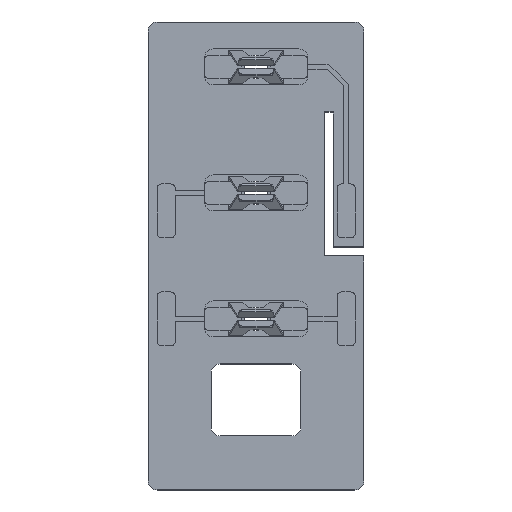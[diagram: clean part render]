
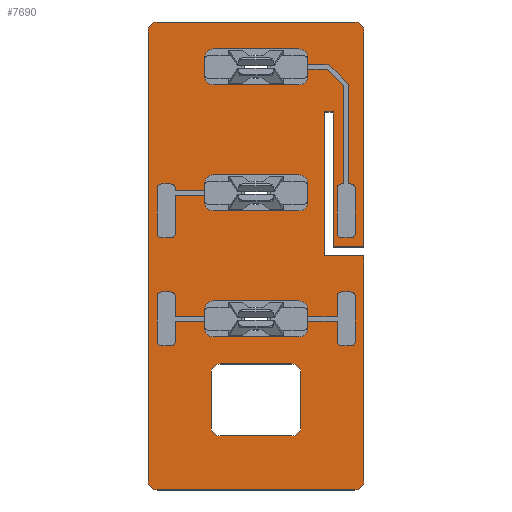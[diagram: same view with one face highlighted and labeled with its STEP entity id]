
A CAD part, top view. The second image highlights one B-rep face of the part: STEP entity #7690.
In plain terms, the highlighted planar face has unit normal (0, 0, 1).
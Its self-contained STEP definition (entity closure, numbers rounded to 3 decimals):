
#21=FACE_BOUND('',#959,.T.);
#22=FACE_BOUND('',#960,.T.);
#23=FACE_BOUND('',#961,.T.);
#24=FACE_BOUND('',#962,.T.);
#107=CIRCLE('',#8155,0.5);
#121=CIRCLE('',#8173,0.5);
#122=CIRCLE('',#8174,0.5);
#123=CIRCLE('',#8175,0.5);
#124=CIRCLE('',#8176,0.65);
#125=CIRCLE('',#8177,0.65);
#126=CIRCLE('',#8178,0.65);
#127=CIRCLE('',#8179,0.65);
#128=CIRCLE('',#8180,0.5);
#129=CIRCLE('',#8181,0.5);
#130=CIRCLE('',#8182,0.5);
#131=CIRCLE('',#8183,0.5);
#132=CIRCLE('',#8184,0.65);
#133=CIRCLE('',#8185,0.65);
#177=PLANE('',#8172);
#559=FACE_OUTER_BOUND('',#958,.T.);
#958=EDGE_LOOP('',(#5718,#5719,#5720,#5721,#5722,#5723,#5724,#5725,#5726,
#5727,#5728,#5729,#5730,#5731));
#959=EDGE_LOOP('',(#5732,#5733));
#960=EDGE_LOOP('',(#5734,#5735));
#961=EDGE_LOOP('',(#5736,#5737,#5738,#5739,#5740,#5741,#5742,#5743));
#962=EDGE_LOOP('',(#5744,#5745));
#1419=LINE('',#11709,#2464);
#1422=LINE('',#11715,#2467);
#1435=LINE('',#11770,#2480);
#1436=LINE('',#11772,#2481);
#1437=LINE('',#11774,#2482);
#1438=LINE('',#11776,#2483);
#1439=LINE('',#11778,#2484);
#1440=LINE('',#11780,#2485);
#1441=LINE('',#11782,#2486);
#1442=LINE('',#11786,#2487);
#1443=LINE('',#11800,#2488);
#1444=LINE('',#11804,#2489);
#1445=LINE('',#11808,#2490);
#1446=LINE('',#11811,#2491);
#2464=VECTOR('',#8807,1.);
#2467=VECTOR('',#8812,1.);
#2480=VECTOR('',#8857,1.);
#2481=VECTOR('',#8858,1.);
#2482=VECTOR('',#8859,1.);
#2483=VECTOR('',#8860,1.);
#2484=VECTOR('',#8861,1.);
#2485=VECTOR('',#8862,1.);
#2486=VECTOR('',#8863,1.);
#2487=VECTOR('',#8866,1.);
#2488=VECTOR('',#8879,1.);
#2489=VECTOR('',#8882,1.);
#2490=VECTOR('',#8885,1.);
#2491=VECTOR('',#8888,1.);
#3534=VERTEX_POINT('',#11697);
#3536=VERTEX_POINT('',#11701);
#3538=VERTEX_POINT('',#11706);
#3540=VERTEX_POINT('',#11713);
#3565=VERTEX_POINT('',#11767);
#3566=VERTEX_POINT('',#11769);
#3567=VERTEX_POINT('',#11771);
#3568=VERTEX_POINT('',#11773);
#3569=VERTEX_POINT('',#11775);
#3570=VERTEX_POINT('',#11777);
#3571=VERTEX_POINT('',#11779);
#3572=VERTEX_POINT('',#11781);
#3573=VERTEX_POINT('',#11783);
#3574=VERTEX_POINT('',#11785);
#3575=VERTEX_POINT('',#11788);
#3576=VERTEX_POINT('',#11789);
#3577=VERTEX_POINT('',#11792);
#3578=VERTEX_POINT('',#11793);
#3579=VERTEX_POINT('',#11796);
#3580=VERTEX_POINT('',#11797);
#3581=VERTEX_POINT('',#11799);
#3582=VERTEX_POINT('',#11801);
#3583=VERTEX_POINT('',#11803);
#3584=VERTEX_POINT('',#11805);
#3585=VERTEX_POINT('',#11807);
#3586=VERTEX_POINT('',#11809);
#3587=VERTEX_POINT('',#11812);
#3588=VERTEX_POINT('',#11813);
#4358=EDGE_CURVE('',#3534,#3536,#107,.T.);
#4361=EDGE_CURVE('',#3538,#3534,#1419,.T.);
#4364=EDGE_CURVE('',#3536,#3540,#1422,.T.);
#4390=EDGE_CURVE('',#3540,#3565,#121,.T.);
#4391=EDGE_CURVE('',#3565,#3566,#1435,.T.);
#4392=EDGE_CURVE('',#3566,#3567,#1436,.T.);
#4393=EDGE_CURVE('',#3567,#3568,#1437,.T.);
#4394=EDGE_CURVE('',#3568,#3569,#1438,.T.);
#4395=EDGE_CURVE('',#3569,#3570,#1439,.T.);
#4396=EDGE_CURVE('',#3570,#3571,#1440,.T.);
#4397=EDGE_CURVE('',#3571,#3572,#1441,.T.);
#4398=EDGE_CURVE('',#3572,#3573,#122,.T.);
#4399=EDGE_CURVE('',#3573,#3574,#1442,.T.);
#4400=EDGE_CURVE('',#3574,#3538,#123,.T.);
#4401=EDGE_CURVE('',#3575,#3576,#124,.T.);
#4402=EDGE_CURVE('',#3576,#3575,#125,.T.);
#4403=EDGE_CURVE('',#3577,#3578,#126,.T.);
#4404=EDGE_CURVE('',#3578,#3577,#127,.T.);
#4405=EDGE_CURVE('',#3579,#3580,#128,.T.);
#4406=EDGE_CURVE('',#3579,#3581,#1443,.T.);
#4407=EDGE_CURVE('',#3582,#3581,#129,.T.);
#4408=EDGE_CURVE('',#3582,#3583,#1444,.T.);
#4409=EDGE_CURVE('',#3584,#3583,#130,.T.);
#4410=EDGE_CURVE('',#3584,#3585,#1445,.T.);
#4411=EDGE_CURVE('',#3586,#3585,#131,.T.);
#4412=EDGE_CURVE('',#3586,#3580,#1446,.T.);
#4413=EDGE_CURVE('',#3587,#3588,#132,.T.);
#4414=EDGE_CURVE('',#3588,#3587,#133,.T.);
#5718=ORIENTED_EDGE('',*,*,#4358,.T.);
#5719=ORIENTED_EDGE('',*,*,#4364,.T.);
#5720=ORIENTED_EDGE('',*,*,#4390,.T.);
#5721=ORIENTED_EDGE('',*,*,#4391,.T.);
#5722=ORIENTED_EDGE('',*,*,#4392,.T.);
#5723=ORIENTED_EDGE('',*,*,#4393,.T.);
#5724=ORIENTED_EDGE('',*,*,#4394,.T.);
#5725=ORIENTED_EDGE('',*,*,#4395,.T.);
#5726=ORIENTED_EDGE('',*,*,#4396,.T.);
#5727=ORIENTED_EDGE('',*,*,#4397,.T.);
#5728=ORIENTED_EDGE('',*,*,#4398,.T.);
#5729=ORIENTED_EDGE('',*,*,#4399,.T.);
#5730=ORIENTED_EDGE('',*,*,#4400,.T.);
#5731=ORIENTED_EDGE('',*,*,#4361,.T.);
#5732=ORIENTED_EDGE('',*,*,#4401,.F.);
#5733=ORIENTED_EDGE('',*,*,#4402,.F.);
#5734=ORIENTED_EDGE('',*,*,#4403,.F.);
#5735=ORIENTED_EDGE('',*,*,#4404,.F.);
#5736=ORIENTED_EDGE('',*,*,#4405,.F.);
#5737=ORIENTED_EDGE('',*,*,#4406,.T.);
#5738=ORIENTED_EDGE('',*,*,#4407,.F.);
#5739=ORIENTED_EDGE('',*,*,#4408,.T.);
#5740=ORIENTED_EDGE('',*,*,#4409,.F.);
#5741=ORIENTED_EDGE('',*,*,#4410,.T.);
#5742=ORIENTED_EDGE('',*,*,#4411,.F.);
#5743=ORIENTED_EDGE('',*,*,#4412,.T.);
#5744=ORIENTED_EDGE('',*,*,#4413,.F.);
#5745=ORIENTED_EDGE('',*,*,#4414,.F.);
#7690=ADVANCED_FACE('',(#559,#21,#22,#23,#24),#177,.T.);
#8155=AXIS2_PLACEMENT_3D('',#11703,#8801,#8802);
#8172=AXIS2_PLACEMENT_3D('',#11766,#8853,#8854);
#8173=AXIS2_PLACEMENT_3D('',#11768,#8855,#8856);
#8174=AXIS2_PLACEMENT_3D('',#11784,#8864,#8865);
#8175=AXIS2_PLACEMENT_3D('',#11787,#8867,#8868);
#8176=AXIS2_PLACEMENT_3D('',#11790,#8869,#8870);
#8177=AXIS2_PLACEMENT_3D('',#11791,#8871,#8872);
#8178=AXIS2_PLACEMENT_3D('',#11794,#8873,#8874);
#8179=AXIS2_PLACEMENT_3D('',#11795,#8875,#8876);
#8180=AXIS2_PLACEMENT_3D('',#11798,#8877,#8878);
#8181=AXIS2_PLACEMENT_3D('',#11802,#8880,#8881);
#8182=AXIS2_PLACEMENT_3D('',#11806,#8883,#8884);
#8183=AXIS2_PLACEMENT_3D('',#11810,#8886,#8887);
#8184=AXIS2_PLACEMENT_3D('',#11814,#8889,#8890);
#8185=AXIS2_PLACEMENT_3D('',#11815,#8891,#8892);
#8801=DIRECTION('center_axis',(0.,0.,1.));
#8802=DIRECTION('ref_axis',(1.,0.,0.));
#8807=DIRECTION('',(0.,-1.,0.));
#8812=DIRECTION('',(1.,0.,0.));
#8853=DIRECTION('center_axis',(0.,0.,1.));
#8854=DIRECTION('ref_axis',(1.,0.,0.));
#8855=DIRECTION('center_axis',(0.,0.,1.));
#8856=DIRECTION('ref_axis',(1.,0.,0.));
#8857=DIRECTION('',(0.,1.,0.));
#8858=DIRECTION('',(-1.,0.,0.));
#8859=DIRECTION('',(0.,1.,0.));
#8860=DIRECTION('',(1.,0.,0.));
#8861=DIRECTION('',(0.,-1.,0.));
#8862=DIRECTION('',(1.,0.,0.));
#8863=DIRECTION('',(0.,1.,0.));
#8864=DIRECTION('center_axis',(0.,0.,1.));
#8865=DIRECTION('ref_axis',(1.,0.,0.));
#8866=DIRECTION('',(-1.,0.,0.));
#8867=DIRECTION('center_axis',(0.,0.,1.));
#8868=DIRECTION('ref_axis',(1.,0.,0.));
#8869=DIRECTION('center_axis',(0.,0.,1.));
#8870=DIRECTION('ref_axis',(1.,0.,0.));
#8871=DIRECTION('center_axis',(0.,0.,1.));
#8872=DIRECTION('ref_axis',(1.,0.,0.));
#8873=DIRECTION('center_axis',(0.,0.,1.));
#8874=DIRECTION('ref_axis',(1.,0.,0.));
#8875=DIRECTION('center_axis',(0.,0.,1.));
#8876=DIRECTION('ref_axis',(1.,0.,0.));
#8877=DIRECTION('center_axis',(0.,0.,1.));
#8878=DIRECTION('ref_axis',(1.,0.,0.));
#8879=DIRECTION('',(1.,0.,0.));
#8880=DIRECTION('center_axis',(0.,0.,1.));
#8881=DIRECTION('ref_axis',(1.,0.,0.));
#8882=DIRECTION('',(0.,-1.,0.));
#8883=DIRECTION('center_axis',(0.,0.,1.));
#8884=DIRECTION('ref_axis',(1.,0.,0.));
#8885=DIRECTION('',(-1.,0.,0.));
#8886=DIRECTION('center_axis',(0.,0.,1.));
#8887=DIRECTION('ref_axis',(1.,0.,0.));
#8888=DIRECTION('',(0.,1.,0.));
#8889=DIRECTION('center_axis',(0.,0.,1.));
#8890=DIRECTION('ref_axis',(1.,0.,0.));
#8891=DIRECTION('center_axis',(0.,0.,1.));
#8892=DIRECTION('ref_axis',(1.,0.,0.));
#11697=CARTESIAN_POINT('',(150.,-115.5,1.6));
#11701=CARTESIAN_POINT('',(150.5,-116.,1.6));
#11703=CARTESIAN_POINT('Origin',(150.5,-115.5,1.6));
#11706=CARTESIAN_POINT('',(150.,-90.5,1.6));
#11709=CARTESIAN_POINT('',(150.,-90.5,1.6));
#11713=CARTESIAN_POINT('',(161.5,-116.,1.6));
#11715=CARTESIAN_POINT('',(150.5,-116.,1.6));
#11766=CARTESIAN_POINT('Origin',(156.859,-102.274,1.6));
#11767=CARTESIAN_POINT('',(162.,-115.5,1.6));
#11768=CARTESIAN_POINT('Origin',(161.5,-115.5,1.6));
#11769=CARTESIAN_POINT('',(162.,-103.,1.6));
#11770=CARTESIAN_POINT('',(162.,-115.5,1.6));
#11771=CARTESIAN_POINT('',(159.8,-103.,1.6));
#11772=CARTESIAN_POINT('',(162.,-103.,1.6));
#11773=CARTESIAN_POINT('',(159.8,-95.,1.6));
#11774=CARTESIAN_POINT('',(159.8,-103.,1.6));
#11775=CARTESIAN_POINT('',(160.3,-95.,1.6));
#11776=CARTESIAN_POINT('',(159.8,-95.,1.6));
#11777=CARTESIAN_POINT('',(160.3,-102.5,1.6));
#11778=CARTESIAN_POINT('',(160.3,-95.,1.6));
#11779=CARTESIAN_POINT('',(162.,-102.5,1.6));
#11780=CARTESIAN_POINT('',(160.3,-102.5,1.6));
#11781=CARTESIAN_POINT('',(162.,-90.5,1.6));
#11782=CARTESIAN_POINT('',(162.,-102.5,1.6));
#11783=CARTESIAN_POINT('',(161.5,-90.,1.6));
#11784=CARTESIAN_POINT('Origin',(161.5,-90.5,1.6));
#11785=CARTESIAN_POINT('',(150.5,-90.,1.6));
#11786=CARTESIAN_POINT('',(161.5,-90.,1.6));
#11787=CARTESIAN_POINT('Origin',(150.5,-90.5,1.6));
#11788=CARTESIAN_POINT('',(156.65,-99.5,1.6));
#11789=CARTESIAN_POINT('',(155.35,-99.5,1.6));
#11790=CARTESIAN_POINT('Origin',(156.,-99.5,1.6));
#11791=CARTESIAN_POINT('Origin',(156.,-99.5,1.6));
#11792=CARTESIAN_POINT('',(156.65,-106.5,1.6));
#11793=CARTESIAN_POINT('',(155.35,-106.5,1.6));
#11794=CARTESIAN_POINT('Origin',(156.,-106.5,1.6));
#11795=CARTESIAN_POINT('Origin',(156.,-106.5,1.6));
#11796=CARTESIAN_POINT('',(154.,-109.,1.6));
#11797=CARTESIAN_POINT('',(153.5,-109.5,1.6));
#11798=CARTESIAN_POINT('Origin',(154.,-109.5,1.6));
#11799=CARTESIAN_POINT('',(158.,-109.,1.6));
#11800=CARTESIAN_POINT('',(154.,-109.,1.6));
#11801=CARTESIAN_POINT('',(158.5,-109.5,1.6));
#11802=CARTESIAN_POINT('Origin',(158.,-109.5,1.6));
#11803=CARTESIAN_POINT('',(158.5,-112.5,1.6));
#11804=CARTESIAN_POINT('',(158.5,-109.5,1.6));
#11805=CARTESIAN_POINT('',(158.,-113.,1.6));
#11806=CARTESIAN_POINT('Origin',(158.,-112.5,1.6));
#11807=CARTESIAN_POINT('',(154.,-113.,1.6));
#11808=CARTESIAN_POINT('',(158.,-113.,1.6));
#11809=CARTESIAN_POINT('',(153.5,-112.5,1.6));
#11810=CARTESIAN_POINT('Origin',(154.,-112.5,1.6));
#11811=CARTESIAN_POINT('',(153.5,-112.5,1.6));
#11812=CARTESIAN_POINT('',(156.65,-92.5,1.6));
#11813=CARTESIAN_POINT('',(155.35,-92.5,1.6));
#11814=CARTESIAN_POINT('Origin',(156.,-92.5,1.6));
#11815=CARTESIAN_POINT('Origin',(156.,-92.5,1.6));
